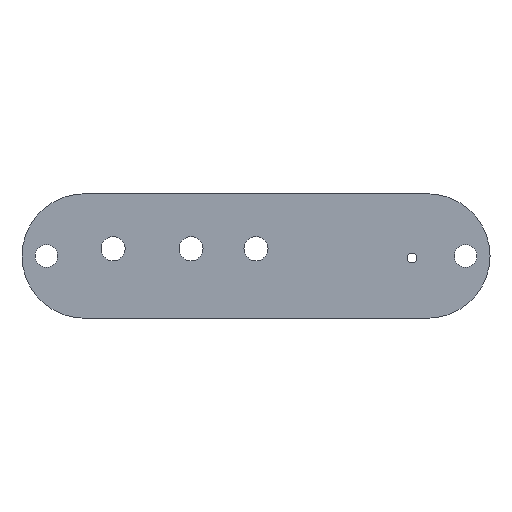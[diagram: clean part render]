
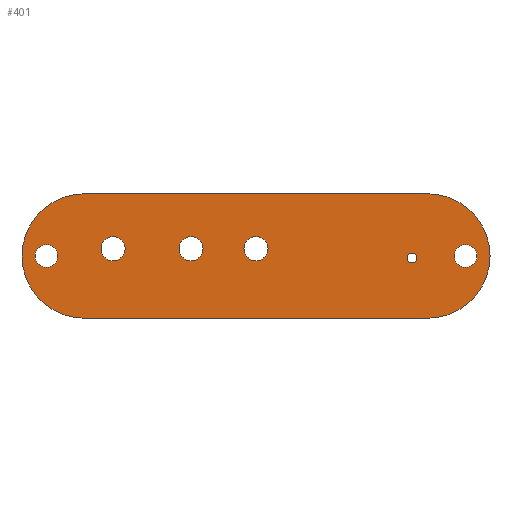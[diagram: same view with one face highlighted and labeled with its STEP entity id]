
A CAD part, top view. The second image highlights one B-rep face of the part: STEP entity #401.
In plain terms, the highlighted planar face has unit normal (0, 0, 1).
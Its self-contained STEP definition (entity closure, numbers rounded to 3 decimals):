
#52 = VERTEX_POINT('',#53);
#53 = CARTESIAN_POINT('',(-26.445,-9.575,1.091));
#59 = EDGE_CURVE('',#52,#60,#62,.T.);
#60 = VERTEX_POINT('',#61);
#61 = CARTESIAN_POINT('',(26.445,-9.575,1.091));
#62 = LINE('',#63,#64);
#63 = CARTESIAN_POINT('',(-26.445,-9.575,1.091));
#64 = VECTOR('',#65,1.);
#65 = DIRECTION('',(1.,0.,0.));
#90 = EDGE_CURVE('',#60,#91,#93,.T.);
#91 = VERTEX_POINT('',#92);
#92 = CARTESIAN_POINT('',(26.445,9.575,1.091));
#93 = CIRCLE('',#94,9.575);
#94 = AXIS2_PLACEMENT_3D('',#95,#96,#97);
#95 = CARTESIAN_POINT('',(26.445,0.,1.091
    ));
#96 = DIRECTION('',(0.,0.,1.));
#97 = DIRECTION('',(0.,-1.,0.));
#123 = EDGE_CURVE('',#91,#124,#126,.T.);
#124 = VERTEX_POINT('',#125);
#125 = CARTESIAN_POINT('',(-26.445,9.575,1.091));
#126 = LINE('',#127,#128);
#127 = CARTESIAN_POINT('',(26.445,9.575,1.091));
#128 = VECTOR('',#129,1.);
#129 = DIRECTION('',(-1.,0.,0.));
#154 = EDGE_CURVE('',#124,#52,#155,.T.);
#155 = CIRCLE('',#156,9.575);
#156 = AXIS2_PLACEMENT_3D('',#157,#158,#159);
#157 = CARTESIAN_POINT('',(-26.445,0.,
    1.091));
#158 = DIRECTION('',(0.,0.,1.));
#159 = DIRECTION('',(0.,1.,0.));
#180 = VERTEX_POINT('',#181);
#181 = CARTESIAN_POINT('',(-30.515,0.,1.091));
#187 = EDGE_CURVE('',#180,#180,#188,.T.);
#188 = CIRCLE('',#189,1.75);
#189 = AXIS2_PLACEMENT_3D('',#190,#191,#192);
#190 = CARTESIAN_POINT('',(-32.265,0.,1.091));
#191 = DIRECTION('',(0.,0.,1.));
#192 = DIRECTION('',(1.,0.,0.));
#213 = VERTEX_POINT('',#214);
#214 = CARTESIAN_POINT('',(-20.15,1.11,1.091));
#220 = EDGE_CURVE('',#213,#213,#221,.T.);
#221 = CIRCLE('',#222,1.85);
#222 = AXIS2_PLACEMENT_3D('',#223,#224,#225);
#223 = CARTESIAN_POINT('',(-22.,1.11,1.091));
#224 = DIRECTION('',(0.,0.,1.));
#225 = DIRECTION('',(1.,0.,0.));
#246 = VERTEX_POINT('',#247);
#247 = CARTESIAN_POINT('',(-8.15,1.11,1.091));
#253 = EDGE_CURVE('',#246,#246,#254,.T.);
#254 = CIRCLE('',#255,1.85);
#255 = AXIS2_PLACEMENT_3D('',#256,#257,#258);
#256 = CARTESIAN_POINT('',(-10.,1.11,1.091));
#257 = DIRECTION('',(0.,0.,1.));
#258 = DIRECTION('',(1.,0.,0.));
#279 = VERTEX_POINT('',#280);
#280 = CARTESIAN_POINT('',(34.015,0.,1.091));
#286 = EDGE_CURVE('',#279,#279,#287,.T.);
#287 = CIRCLE('',#288,1.75);
#288 = AXIS2_PLACEMENT_3D('',#289,#290,#291);
#289 = CARTESIAN_POINT('',(32.265,0.,1.091));
#290 = DIRECTION('',(0.,0.,1.));
#291 = DIRECTION('',(1.,0.,0.));
#312 = VERTEX_POINT('',#313);
#313 = CARTESIAN_POINT('',(1.85,1.11,1.091));
#319 = EDGE_CURVE('',#312,#312,#320,.T.);
#320 = CIRCLE('',#321,1.85);
#321 = AXIS2_PLACEMENT_3D('',#322,#323,#324);
#322 = CARTESIAN_POINT('',(0.,1.11,1.091));
#323 = DIRECTION('',(0.,0.,1.));
#324 = DIRECTION('',(1.,0.,0.));
#345 = VERTEX_POINT('',#346);
#346 = CARTESIAN_POINT('',(24.75,-0.3,1.091));
#352 = EDGE_CURVE('',#345,#345,#353,.T.);
#353 = CIRCLE('',#354,0.75);
#354 = AXIS2_PLACEMENT_3D('',#355,#356,#357);
#355 = CARTESIAN_POINT('',(24.,-0.3,1.091));
#356 = DIRECTION('',(0.,0.,1.));
#357 = DIRECTION('',(1.,0.,0.));
#401 = ADVANCED_FACE('',(#402,#408,#411,#414,#417,#420,#423),#426,.F.);
#402 = FACE_BOUND('',#403,.T.);
#403 = EDGE_LOOP('',(#404,#405,#406,#407));
#404 = ORIENTED_EDGE('',*,*,#59,.T.);
#405 = ORIENTED_EDGE('',*,*,#90,.T.);
#406 = ORIENTED_EDGE('',*,*,#123,.T.);
#407 = ORIENTED_EDGE('',*,*,#154,.T.);
#408 = FACE_BOUND('',#409,.F.);
#409 = EDGE_LOOP('',(#410));
#410 = ORIENTED_EDGE('',*,*,#187,.T.);
#411 = FACE_BOUND('',#412,.F.);
#412 = EDGE_LOOP('',(#413));
#413 = ORIENTED_EDGE('',*,*,#220,.T.);
#414 = FACE_BOUND('',#415,.F.);
#415 = EDGE_LOOP('',(#416));
#416 = ORIENTED_EDGE('',*,*,#253,.T.);
#417 = FACE_BOUND('',#418,.F.);
#418 = EDGE_LOOP('',(#419));
#419 = ORIENTED_EDGE('',*,*,#286,.T.);
#420 = FACE_BOUND('',#421,.F.);
#421 = EDGE_LOOP('',(#422));
#422 = ORIENTED_EDGE('',*,*,#319,.T.);
#423 = FACE_BOUND('',#424,.F.);
#424 = EDGE_LOOP('',(#425));
#425 = ORIENTED_EDGE('',*,*,#352,.T.);
#426 = PLANE('',#427);
#427 = AXIS2_PLACEMENT_3D('',#428,#429,#430);
#428 = CARTESIAN_POINT('',(-26.445,-9.575,1.091));
#429 = DIRECTION('',(0.,0.,-1.));
#430 = DIRECTION('',(-1.,0.,0.));
